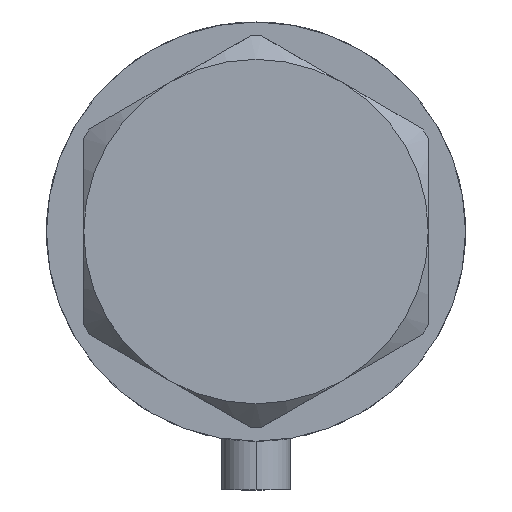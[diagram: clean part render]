
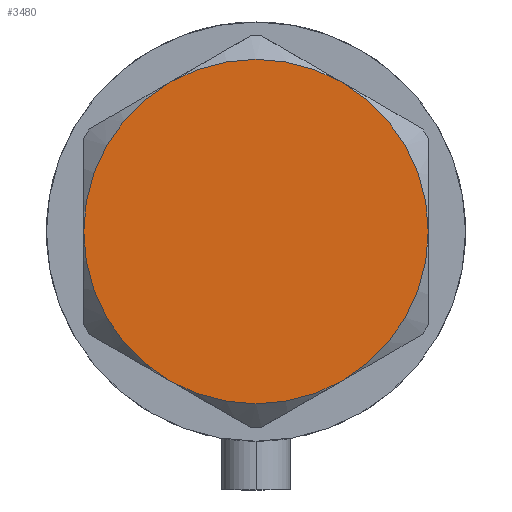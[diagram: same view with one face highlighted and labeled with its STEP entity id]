
A CAD part, left-side view. The second image highlights one B-rep face of the part: STEP entity #3480.
In plain terms, the highlighted face is planar.
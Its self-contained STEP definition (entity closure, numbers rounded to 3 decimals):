
#24 = CIRCLE ( 'NONE', #1970, 30. ) ;
#217 = DIRECTION ( 'NONE',  ( 0., 0., 1. ) ) ;
#218 = EDGE_CURVE ( 'NONE', #3804, #1174, #3259, .T. ) ;
#308 = CARTESIAN_POINT ( 'NONE',  ( -30., 0., 14.5 ) ) ;
#465 = AXIS2_PLACEMENT_3D ( 'NONE', #2346, #2267, #5110 ) ;
#541 = CARTESIAN_POINT ( 'NONE',  ( 0., 0., 14.5 ) ) ;
#790 = DIRECTION ( 'NONE',  ( 0., 0., 1. ) ) ;
#1006 = DIRECTION ( 'NONE',  ( 0., 0., 1. ) ) ;
#1032 = CARTESIAN_POINT ( 'NONE',  ( 0., 0., 14.5 ) ) ;
#1089 = ORIENTED_EDGE ( 'NONE', *, *, #218, .T. ) ;
#1123 = EDGE_CURVE ( 'NONE', #2586, #2039, #2259, .T. ) ;
#1147 = DIRECTION ( 'NONE',  ( 1., 0., 0. ) ) ;
#1166 = DIRECTION ( 'NONE',  ( 1., 0., 0. ) ) ;
#1174 = VERTEX_POINT ( 'NONE', #2000 ) ;
#1638 = CIRCLE ( 'NONE', #2574, 30. ) ;
#1824 = DIRECTION ( 'NONE',  ( 1., 0., 0. ) ) ;
#1877 = CARTESIAN_POINT ( 'NONE',  ( 0., 0., 14.5 ) ) ;
#1970 = AXIS2_PLACEMENT_3D ( 'NONE', #2784, #2807, #1147 ) ;
#1996 = EDGE_CURVE ( 'NONE', #4070, #3346, #24, .T. ) ;
#2000 = CARTESIAN_POINT ( 'NONE',  ( 30., 0., 14.5 ) ) ;
#2023 = ORIENTED_EDGE ( 'NONE', *, *, #3574, .T. ) ;
#2039 = VERTEX_POINT ( 'NONE', #3523 ) ;
#2154 = DIRECTION ( 'NONE',  ( 0., 0., 1. ) ) ;
#2259 = CIRCLE ( 'NONE', #2925, 30. ) ;
#2267 = DIRECTION ( 'NONE',  ( 0., 0., 1. ) ) ;
#2346 = CARTESIAN_POINT ( 'NONE',  ( 0., 0., 14.5 ) ) ;
#2440 = CARTESIAN_POINT ( 'NONE',  ( 0., 0., 14.5 ) ) ;
#2522 = FACE_OUTER_BOUND ( 'NONE', #4252, .T. ) ;
#2540 = CARTESIAN_POINT ( 'NONE',  ( 15., -25.981, 14.5 ) ) ;
#2570 = CIRCLE ( 'NONE', #465, 30. ) ;
#2574 = AXIS2_PLACEMENT_3D ( 'NONE', #1877, #217, #1824 ) ;
#2586 = VERTEX_POINT ( 'NONE', #308 ) ;
#2770 = ORIENTED_EDGE ( 'NONE', *, *, #1123, .T. ) ;
#2784 = CARTESIAN_POINT ( 'NONE',  ( 0., 0., 14.5 ) ) ;
#2807 = DIRECTION ( 'NONE',  ( 0., 0., 1. ) ) ;
#2925 = AXIS2_PLACEMENT_3D ( 'NONE', #3163, #790, #1166 ) ;
#3015 = CARTESIAN_POINT ( 'NONE',  ( 15., 25.981, 14.5 ) ) ;
#3110 = DIRECTION ( 'NONE',  ( 1., 0., 0. ) ) ;
#3163 = CARTESIAN_POINT ( 'NONE',  ( 0., 0., 14.5 ) ) ;
#3252 = DIRECTION ( 'NONE',  ( 0., 0., 1. ) ) ;
#3259 = CIRCLE ( 'NONE', #3849, 30. ) ;
#3293 = ORIENTED_EDGE ( 'NONE', *, *, #1996, .T. ) ;
#3346 = VERTEX_POINT ( 'NONE', #3735 ) ;
#3409 = AXIS2_PLACEMENT_3D ( 'NONE', #541, #2154, #3110 ) ;
#3461 = DIRECTION ( 'NONE',  ( 1., 0., 0. ) ) ;
#3480 = ADVANCED_FACE ( 'NONE', ( #2522 ), #4133, .T. ) ;
#3523 = CARTESIAN_POINT ( 'NONE',  ( -15., -25.981, 14.5 ) ) ;
#3574 = EDGE_CURVE ( 'NONE', #1174, #4070, #2570, .T. ) ;
#3734 = EDGE_CURVE ( 'NONE', #3346, #2586, #4507, .T. ) ;
#3735 = CARTESIAN_POINT ( 'NONE',  ( -15., 25.981, 14.5 ) ) ;
#3754 = AXIS2_PLACEMENT_3D ( 'NONE', #2440, #3252, #4072 ) ;
#3804 = VERTEX_POINT ( 'NONE', #2540 ) ;
#3849 = AXIS2_PLACEMENT_3D ( 'NONE', #1032, #1006, #3461 ) ;
#4024 = EDGE_CURVE ( 'NONE', #2039, #3804, #1638, .T. ) ;
#4070 = VERTEX_POINT ( 'NONE', #3015 ) ;
#4072 = DIRECTION ( 'NONE',  ( 1., 0., 0. ) ) ;
#4133 = PLANE ( 'NONE',  #3409 ) ;
#4252 = EDGE_LOOP ( 'NONE', ( #1089, #2023, #3293, #4972, #2770, #4874 ) ) ;
#4507 = CIRCLE ( 'NONE', #3754, 30. ) ;
#4874 = ORIENTED_EDGE ( 'NONE', *, *, #4024, .T. ) ;
#4972 = ORIENTED_EDGE ( 'NONE', *, *, #3734, .T. ) ;
#5110 = DIRECTION ( 'NONE',  ( 1., 0., 0. ) ) ;
